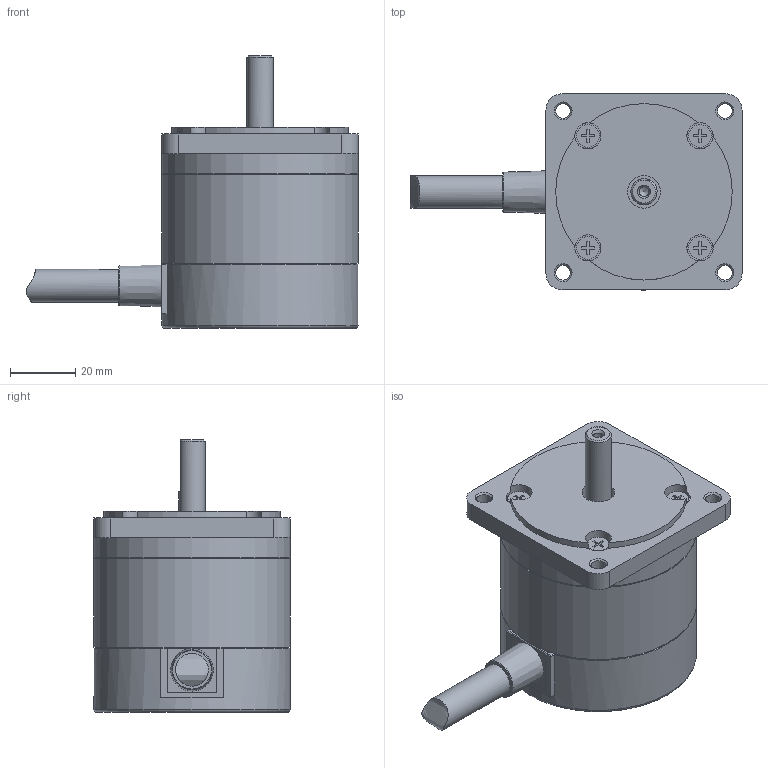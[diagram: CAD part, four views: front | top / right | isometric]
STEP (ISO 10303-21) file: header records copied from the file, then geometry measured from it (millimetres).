
FILE_DESCRIPTION( ( 'Unknown' ), '1' );
FILE_NAME( 'MP040-D.stp', 'Unknown', ( 'Dimamotor' ), ( 'Dimamotor' ), 'PSStep 16.0.42', 'Unknown', ' ' );
FILE_SCHEMA( ( 'AUTOMOTIVE_DESIGN { 1 0 10303 214 1 1 1 1 }' ) );
Length unit declared in the file: millimetre
Products named in the file (4): Assem1; MP60上蓋; MP60-40W桶身; MP60下蓋
Assembly tree (3 placements, depth 2):
  Assem1
    MP60上蓋
    MP60-40W桶身
    MP60下蓋
Bounding box: 101.59 x 60 x 83.5 mm (x, y, z)
Volume: 181188.1 mm3; surface area: 33227.8 mm2
Topology: 3 solids, 3 shells, 149 faces, 357 edges, 228 vertices
Faces by surface type: plane 104, cylinder 28, cone 14, torus 2, extrusion 1
Full cylindrical faces by diameter (mm): 3 x1, 4.5 x4, 7 x4, 8 x5, 10 x2, 12 x1, 60 x3
Entity records: 6745 total; most frequent: CARTESIAN_POINT 766, DIRECTION 695, ORIENTED_EDGE 630, PRESENTATION_STYLE_ASSIGNMENT 439, COLOUR_RGB 439, STYLED_ITEM 358, EDGE_CURVE 315, CURVE_STYLE 290
